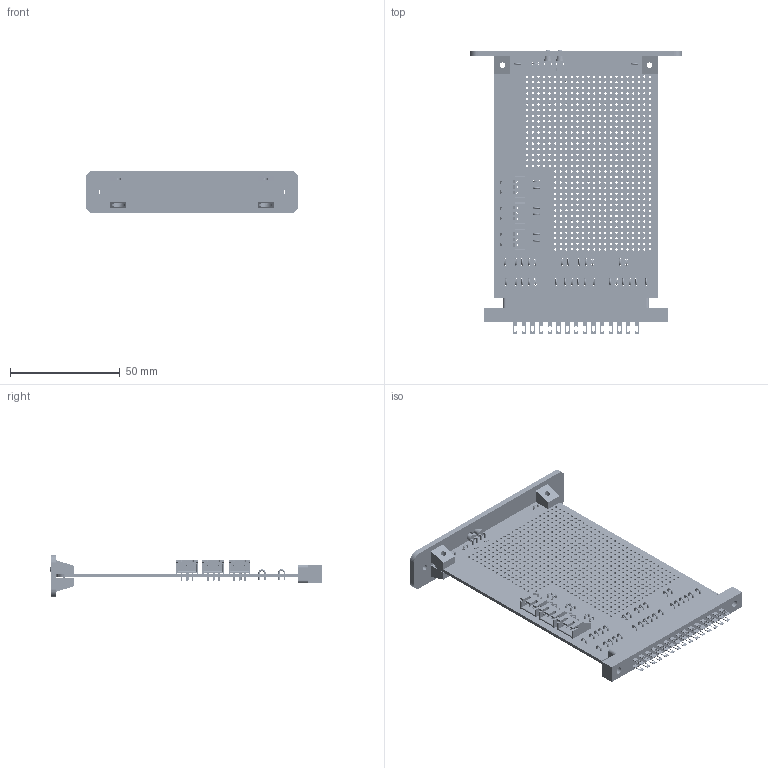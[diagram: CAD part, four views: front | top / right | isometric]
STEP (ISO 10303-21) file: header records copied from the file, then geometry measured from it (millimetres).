
FILE_DESCRIPTION(('KiCad electronic assembly'),'2;1');
FILE_NAME('Dev_Card-3D.step','2024-04-05T14:48:39',('Pcbnew'),('Kicad'), 'Open CASCADE STEP processor 7.6','KiCad to STEP converter','Unknown' );
FILE_SCHEMA(('AUTOMOTIVE_DESIGN { 1 0 10303 214 1 1 1 1 }'));
Length unit declared in the file: millimetre
Products named in the file (14): Dev_Card-3D 1; TestPoint_Bridge_Pitch2.54mm_Drill1.0mm; EBM15DSEH; Faceplate-Dev Card End; Dev Card End; R_0805_2012Metric; JST_XH_S3B-XH-A-1_1x03_P2.50mm_Horizontal; JST_S3B_XH_A_1; LED_D3.0mm_Horizontal_O1.27mm_Z2.0mm; tmp2yx70o5x_PCB
Assembly tree (54 placements, depth 3):
  Dev_Card-3D 1
    TestPoint_Bridge_Pitch2.54mm_Drill1.0mm  x38
      TestPoint_Bridge_Pitch2.54mm_Drill1.0mm
    EBM15DSEH
      EBM15DSEH
    Faceplate-Dev Card End
      Dev Card End
    R_0805_2012Metric  x2
      R_0805_2012Metric
    JST_XH_S3B-XH-A-1_1x03_P2.50mm_Horizontal  x3
      JST_S3B_XH_A_1
    LED_D3.0mm_Horizontal_O1.27mm_Z2.0mm  x2
      LED_D3.0mm_Horizontal_O1.27mm_Z2.0mm
    tmp2yx70o5x_PCB
Bounding box: 97.03 x 129.78 x 19.5 mm (x, y, z)
Volume: 25657.6 mm3; surface area: 33517.9 mm2
Topology: 76 solids, 78 shells, 1856 faces, 4849 edges, 3172 vertices
Faces by surface type: cylinder 964, plane 852, torus 38, sphere 2
Full cylindrical faces by diameter (mm): 0.8 x76, 0.9 x4, 0.95 x9, 1 x76, 1.05 x661, 2.54 x6, 3 x2, 3.18 x2, 3.302 x2, 4 x2, 5.842 x4
Entity records: 48775 total; most frequent: DIRECTION 8211, CARTESIAN_POINT 7542, ORIENTED_EDGE 7398, EDGE_CURVE 3699, AXIS2_PLACEMENT_3D 3119, FACE_BOUND 2941, EDGE_LOOP 2941, VERTEX_POINT 2450
